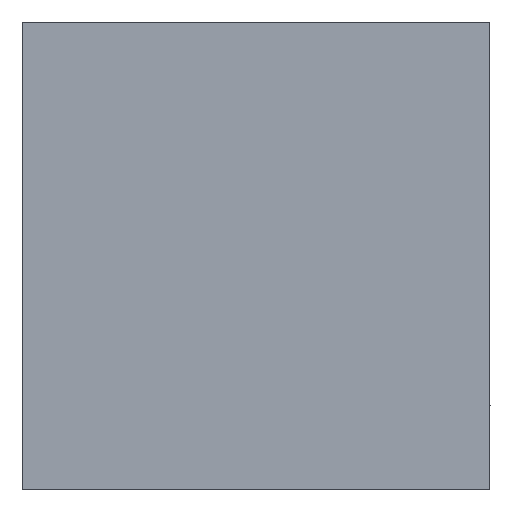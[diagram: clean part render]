
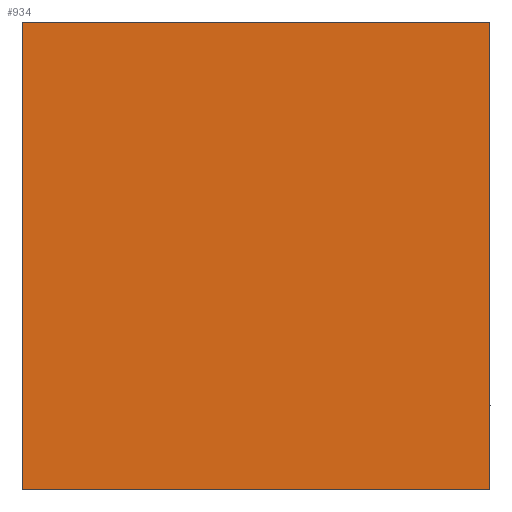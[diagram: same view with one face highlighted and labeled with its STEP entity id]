
A CAD part, left-side view. The second image highlights one B-rep face of the part: STEP entity #934.
In plain terms, the highlighted planar face has unit normal (-1, 0, 0).
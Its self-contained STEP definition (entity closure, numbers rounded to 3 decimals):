
#56=PLANE('',#1080);
#98=FACE_OUTER_BOUND('',#176,.T.);
#176=EDGE_LOOP('',(#853,#854,#855,#856));
#255=LINE('',#1644,#303);
#256=LINE('',#1647,#304);
#258=LINE('',#1651,#306);
#260=LINE('',#1654,#308);
#303=VECTOR('',#1381,10.);
#304=VECTOR('',#1384,10.);
#306=VECTOR('',#1388,10.);
#308=VECTOR('',#1392,10.);
#439=VERTEX_POINT('',#1640);
#440=VERTEX_POINT('',#1642);
#441=VERTEX_POINT('',#1646);
#442=VERTEX_POINT('',#1650);
#575=EDGE_CURVE('',#439,#440,#255,.T.);
#576=EDGE_CURVE('',#440,#441,#256,.T.);
#578=EDGE_CURVE('',#441,#442,#258,.T.);
#580=EDGE_CURVE('',#442,#439,#260,.T.);
#853=ORIENTED_EDGE('',*,*,#580,.T.);
#854=ORIENTED_EDGE('',*,*,#575,.T.);
#855=ORIENTED_EDGE('',*,*,#576,.T.);
#856=ORIENTED_EDGE('',*,*,#578,.T.);
#934=ADVANCED_FACE('',(#98),#56,.F.);
#1080=AXIS2_PLACEMENT_3D('',#1655,#1393,#1394);
#1381=DIRECTION('',(0.,1.,0.));
#1384=DIRECTION('',(0.,0.,-1.));
#1388=DIRECTION('',(0.,-1.,0.));
#1392=DIRECTION('',(0.,0.,1.));
#1393=DIRECTION('center_axis',(1.,0.,0.));
#1394=DIRECTION('ref_axis',(0.,0.,-1.));
#1640=CARTESIAN_POINT('',(-36.,-4.,8.));
#1642=CARTESIAN_POINT('',(-36.,4.,8.));
#1644=CARTESIAN_POINT('',(-36.,0.,8.));
#1646=CARTESIAN_POINT('',(-36.,4.,0.));
#1647=CARTESIAN_POINT('',(-36.,4.,4.));
#1650=CARTESIAN_POINT('',(-36.,-4.,0.));
#1651=CARTESIAN_POINT('',(-36.,0.,0.));
#1654=CARTESIAN_POINT('',(-36.,-4.,4.));
#1655=CARTESIAN_POINT('Origin',(-36.,0.,4.));
